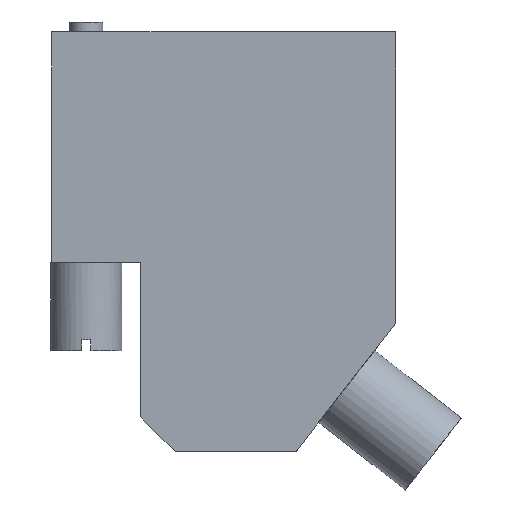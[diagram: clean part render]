
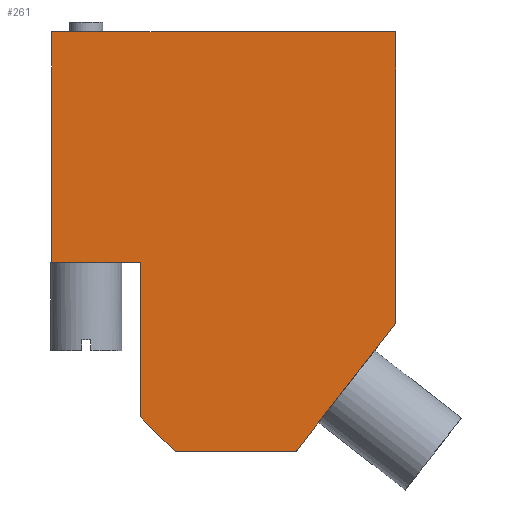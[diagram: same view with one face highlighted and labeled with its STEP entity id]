
A CAD part, front view. The second image highlights one B-rep face of the part: STEP entity #261.
In plain terms, the highlighted planar face has unit normal (0, -1, 0).
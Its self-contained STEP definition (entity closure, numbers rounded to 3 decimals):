
#261=ADVANCED_FACE('',(#335),#298,.T.);
#298=PLANE('',#1234);
#335=FACE_OUTER_BOUND('',#375,.T.);
#375=EDGE_LOOP('',(#481,#482,#483,#484,#485,#486,#487,#488));
#481=ORIENTED_EDGE('',*,*,#714,.F.);
#482=ORIENTED_EDGE('',*,*,#717,.F.);
#483=ORIENTED_EDGE('',*,*,#718,.F.);
#484=ORIENTED_EDGE('',*,*,#719,.F.);
#485=ORIENTED_EDGE('',*,*,#720,.F.);
#486=ORIENTED_EDGE('',*,*,#706,.F.);
#487=ORIENTED_EDGE('',*,*,#708,.F.);
#488=ORIENTED_EDGE('',*,*,#711,.F.);
#627=VERTEX_POINT('',#1596);
#628=VERTEX_POINT('',#1598);
#629=VERTEX_POINT('',#1602);
#631=VERTEX_POINT('',#1608);
#633=VERTEX_POINT('',#1614);
#635=VERTEX_POINT('',#1620);
#636=VERTEX_POINT('',#1622);
#637=VERTEX_POINT('',#1624);
#706=EDGE_CURVE('',#627,#628,#856,.T.);
#708=EDGE_CURVE('',#629,#627,#858,.T.);
#711=EDGE_CURVE('',#631,#629,#861,.T.);
#714=EDGE_CURVE('',#633,#631,#864,.T.);
#717=EDGE_CURVE('',#635,#633,#867,.T.);
#718=EDGE_CURVE('',#636,#635,#868,.T.);
#719=EDGE_CURVE('',#637,#636,#869,.T.);
#720=EDGE_CURVE('',#628,#637,#870,.T.);
#856=LINE('',#1597,#952);
#858=LINE('',#1601,#954);
#861=LINE('',#1607,#957);
#864=LINE('',#1613,#960);
#867=LINE('',#1619,#963);
#868=LINE('',#1621,#964);
#869=LINE('',#1623,#965);
#870=LINE('',#1625,#966);
#952=VECTOR('',#1357,1.);
#954=VECTOR('',#1361,1.);
#957=VECTOR('',#1366,1.);
#960=VECTOR('',#1371,1.);
#963=VECTOR('',#1376,1.);
#964=VECTOR('',#1377,1.);
#965=VECTOR('',#1378,1.);
#966=VECTOR('',#1379,1.);
#1234=AXIS2_PLACEMENT_3D('',#1626,#1380,#1381);
#1357=DIRECTION('',(-1.,0.,0.));
#1361=DIRECTION('',(0.,0.,1.));
#1366=DIRECTION('',(-0.707,0.,0.707));
#1371=DIRECTION('',(-1.,0.,0.));
#1376=DIRECTION('',(-0.616,0.,-0.788));
#1377=DIRECTION('',(0.,0.,-1.));
#1378=DIRECTION('',(1.,0.,0.));
#1379=DIRECTION('',(0.,0.,1.));
#1380=DIRECTION('',(0.,-1.,0.));
#1381=DIRECTION('',(1.,0.,0.));
#1596=CARTESIAN_POINT('',(-7.53,-7.5,-18.2));
#1597=CARTESIAN_POINT('',(-7.53,-7.5,-18.2));
#1598=CARTESIAN_POINT('',(-15.65,-7.5,-18.2));
#1601=CARTESIAN_POINT('',(-7.53,-7.5,-32.25));
#1602=CARTESIAN_POINT('',(-7.53,-7.5,-32.25));
#1607=CARTESIAN_POINT('',(-4.43,-7.5,-35.35));
#1608=CARTESIAN_POINT('',(-4.43,-7.5,-35.35));
#1613=CARTESIAN_POINT('',(6.6,-7.5,-35.35));
#1614=CARTESIAN_POINT('',(6.6,-7.5,-35.35));
#1619=CARTESIAN_POINT('',(15.65,-7.5,-23.767));
#1620=CARTESIAN_POINT('',(15.65,-7.5,-23.767));
#1621=CARTESIAN_POINT('',(15.65,-7.5,2.8));
#1622=CARTESIAN_POINT('',(15.65,-7.5,2.8));
#1623=CARTESIAN_POINT('',(-15.65,-7.5,2.8));
#1624=CARTESIAN_POINT('',(-15.65,-7.5,2.8));
#1625=CARTESIAN_POINT('',(-15.65,-7.5,-18.2));
#1626=CARTESIAN_POINT('',(-17.215,-7.5,-37.258));
